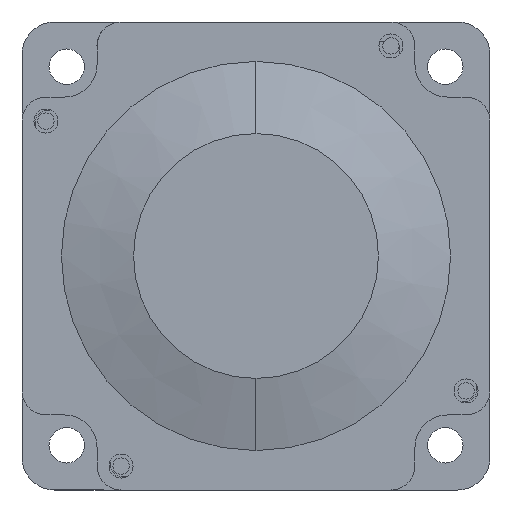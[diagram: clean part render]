
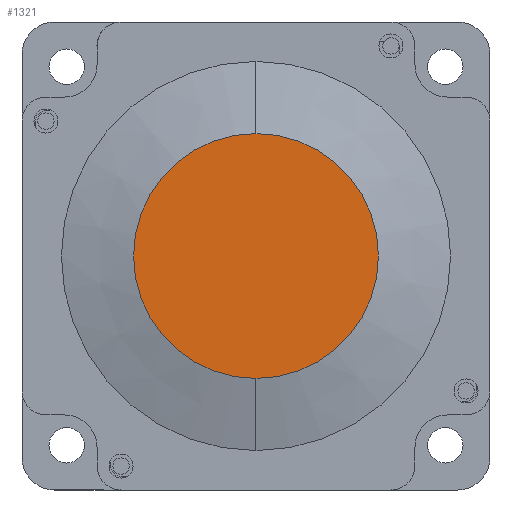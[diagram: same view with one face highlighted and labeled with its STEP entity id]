
A CAD part, front view. The second image highlights one B-rep face of the part: STEP entity #1321.
In plain terms, the highlighted planar face has unit normal (0, -1, 0).
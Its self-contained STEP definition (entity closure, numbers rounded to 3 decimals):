
#229 = ORIENTED_EDGE ( 'NONE', *, *, #1060, .F. ) ;
#388 = DIRECTION ( 'NONE',  ( 0., 1., 0. ) ) ;
#456 = AXIS2_PLACEMENT_3D ( 'NONE', #1315, #5926, #9952 ) ;
#1060 = EDGE_CURVE ( 'NONE', #5016, #2897, #9604, .T. ) ;
#1273 = CIRCLE ( 'NONE', #9613, 22.5 ) ;
#1315 = CARTESIAN_POINT ( 'NONE',  ( 43., -3.5, -43. ) ) ;
#1321 = ADVANCED_FACE ( 'NONE', ( #5417 ), #9004, .F. ) ;
#1794 = ORIENTED_EDGE ( 'NONE', *, *, #7977, .F. ) ;
#2012 = CARTESIAN_POINT ( 'NONE',  ( 43., -3.5, -43. ) ) ;
#2897 = VERTEX_POINT ( 'NONE', #3973 ) ;
#3813 = CARTESIAN_POINT ( 'NONE',  ( 43., -3.5, -20.5 ) ) ;
#3858 = EDGE_LOOP ( 'NONE', ( #229, #1794 ) ) ;
#3973 = CARTESIAN_POINT ( 'NONE',  ( 43., -3.5, -65.5 ) ) ;
#5016 = VERTEX_POINT ( 'NONE', #3813 ) ;
#5131 = DIRECTION ( 'NONE',  ( 0., 0., 1. ) ) ;
#5417 = FACE_OUTER_BOUND ( 'NONE', #3858, .T. ) ;
#5926 = DIRECTION ( 'NONE',  ( 0., 1., 0. ) ) ;
#6454 = DIRECTION ( 'NONE',  ( 0., 1., 0. ) ) ;
#6711 = DIRECTION ( 'NONE',  ( 0., 0., 1. ) ) ;
#7977 = EDGE_CURVE ( 'NONE', #2897, #5016, #1273, .T. ) ;
#8575 = AXIS2_PLACEMENT_3D ( 'NONE', #2012, #6454, #5131 ) ;
#8960 = CARTESIAN_POINT ( 'NONE',  ( 43., -3.5, -43. ) ) ;
#9004 = PLANE ( 'NONE',  #8575 ) ;
#9604 = CIRCLE ( 'NONE', #456, 22.5 ) ;
#9613 = AXIS2_PLACEMENT_3D ( 'NONE', #8960, #388, #6711 ) ;
#9952 = DIRECTION ( 'NONE',  ( 0., 0., 1. ) ) ;
